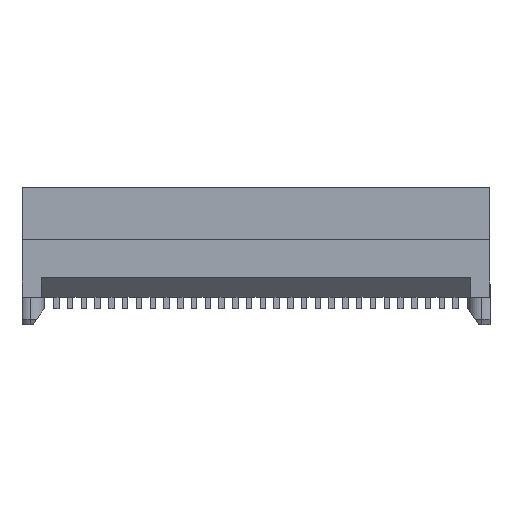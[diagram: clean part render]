
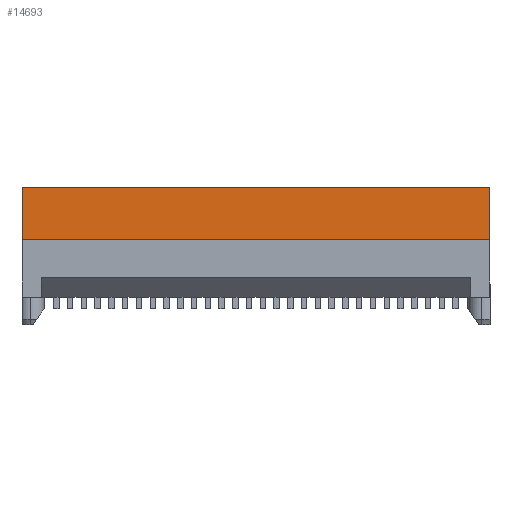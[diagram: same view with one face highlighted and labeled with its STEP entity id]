
A CAD part, top view. The second image highlights one B-rep face of the part: STEP entity #14693.
In plain terms, the highlighted planar face has unit normal (0, 0, 1).
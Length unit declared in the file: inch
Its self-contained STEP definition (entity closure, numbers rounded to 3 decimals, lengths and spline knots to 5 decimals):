
#13104 = DIRECTION ( 'NONE',  ( 1., 0., 0. ) ) ;
#13105 = VECTOR ( 'NONE', #13104, 39.37008 ) ;
#13106 = CARTESIAN_POINT ( 'NONE',  ( -0.0375, 0.2, 0.235 ) ) ;
#13107 = LINE ( 'NONE', #13106, #13105 ) ;
#13109 = DIRECTION ( 'NONE',  ( 1., 0., 0. ) ) ;
#13110 = VECTOR ( 'NONE', #13109, 39.37008 ) ;
#13111 = CARTESIAN_POINT ( 'NONE',  ( -0.0375, 0.105, 0.235 ) ) ;
#13112 = LINE ( 'NONE', #13111, #13110 ) ;
#13119 = CARTESIAN_POINT ( 'NONE',  ( 0.8125, 0.2, 0.235 ) ) ;
#13186 = CARTESIAN_POINT ( 'NONE',  ( -0.0375, 0.2, 0.235 ) ) ;
#13188 = DIRECTION ( 'NONE',  ( 0., -1., 0. ) ) ;
#13190 = VECTOR ( 'NONE', #13188, 39.37008 ) ;
#13191 = CARTESIAN_POINT ( 'NONE',  ( -0.0375, 1.10824, 0.235 ) ) ;
#13192 = LINE ( 'NONE', #13191, #13190 ) ;
#13207 = FACE_OUTER_BOUND ( 'NONE', #14650, .T. ) ;
#13279 = DIRECTION ( 'NONE',  ( -1., 0., 0. ) ) ;
#13280 = DIRECTION ( 'NONE',  ( 0., 0., -1. ) ) ;
#13281 = CARTESIAN_POINT ( 'NONE',  ( -0.0375, 1.10824, 0.235 ) ) ;
#13282 = AXIS2_PLACEMENT_3D ( 'NONE', #13281, #13280, #13279 ) ;
#13284 = PLANE ( 'NONE',  #13282 ) ;
#13352 = CARTESIAN_POINT ( 'NONE',  ( -0.0375, 0.105, 0.235 ) ) ;
#13419 = CARTESIAN_POINT ( 'NONE',  ( 0.8125, 0.105, 0.235 ) ) ;
#13420 = DIRECTION ( 'NONE',  ( 0., -1., 0. ) ) ;
#13421 = VECTOR ( 'NONE', #13420, 39.37008 ) ;
#13422 = CARTESIAN_POINT ( 'NONE',  ( 0.8125, 1.10824, 0.235 ) ) ;
#13423 = LINE ( 'NONE', #13422, #13421 ) ;
#14337 = VERTEX_POINT ( 'NONE', #13119 ) ;
#14341 = ORIENTED_EDGE ( 'NONE', *, *, #14570, .T. ) ;
#14342 = ORIENTED_EDGE ( 'NONE', *, *, #14344, .T. ) ;
#14344 = EDGE_CURVE ( 'NONE', #14558, #14703, #13112, .T. ) ;
#14346 = ORIENTED_EDGE ( 'NONE', *, *, #14702, .F. ) ;
#14348 = ORIENTED_EDGE ( 'NONE', *, *, #14350, .F. ) ;
#14350 = EDGE_CURVE ( 'NONE', #14571, #14337, #13107, .T. ) ;
#14558 = VERTEX_POINT ( 'NONE', #13352 ) ;
#14570 = EDGE_CURVE ( 'NONE', #14571, #14558, #13192, .T. ) ;
#14571 = VERTEX_POINT ( 'NONE', #13186 ) ;
#14650 = EDGE_LOOP ( 'NONE', ( #14341, #14342, #14346, #14348 ) ) ;
#14693 = ADVANCED_FACE ( 'NONE', ( #13207 ), #13284, .F. ) ;
#14702 = EDGE_CURVE ( 'NONE', #14337, #14703, #13423, .T. ) ;
#14703 = VERTEX_POINT ( 'NONE', #13419 ) ;
